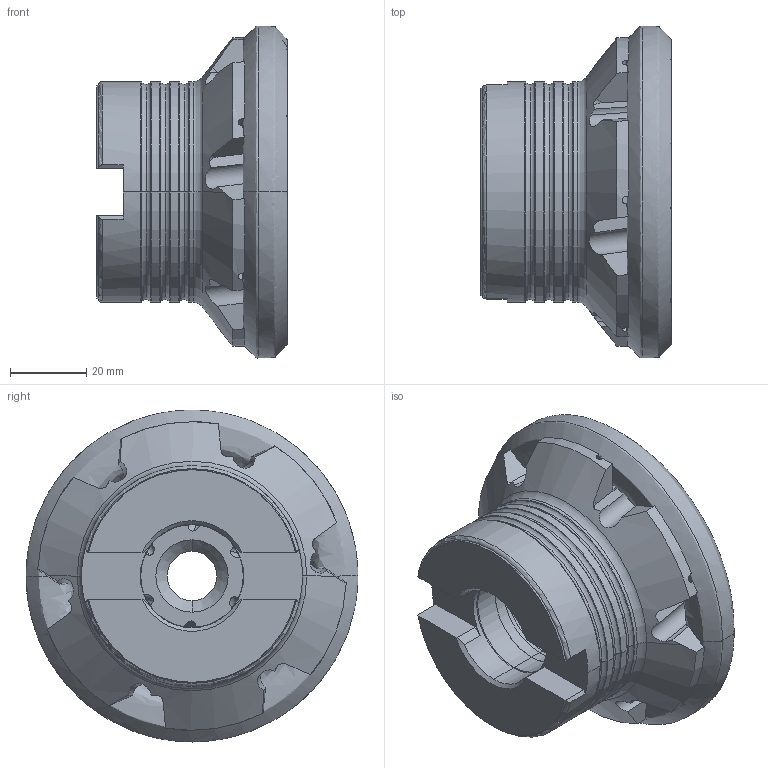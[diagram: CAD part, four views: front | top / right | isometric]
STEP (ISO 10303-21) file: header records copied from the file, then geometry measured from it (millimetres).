
FILE_DESCRIPTION (( 'STEP AP214' ), '1' );
FILE_NAME ('45PP-080-538-6.STEP', '2013-03-18T11:59:18', ( '' ), ( '' ), 'SwSTEP 2.0', 'SolidWorks 2013', '' );
FILE_SCHEMA (( 'AUTOMOTIVE_DESIGN' ));
Length unit declared in the file: millimetre
Products named in the file (1): 45PP-080-538-6
Bounding box: 50.06 x 87.22 x 87.24 mm (x, y, z)
Volume: 147770.3 mm3; surface area: 26885.3 mm2
Topology: 1 solids, 1 shells, 275 faces, 842 edges, 541 vertices
Faces by surface type: plane 92, cylinder 92, torus 42, bspline 34, cone 15
Entity records: 13023 total; most frequent: CARTESIAN_POINT 6106, ORIENTED_EDGE 1684, DIRECTION 1145, EDGE_CURVE 842, VERTEX_POINT 541, AXIS2_PLACEMENT_3D 451, B_SPLINE_CURVE_WITH_KNOTS 325, EDGE_LOOP 285
